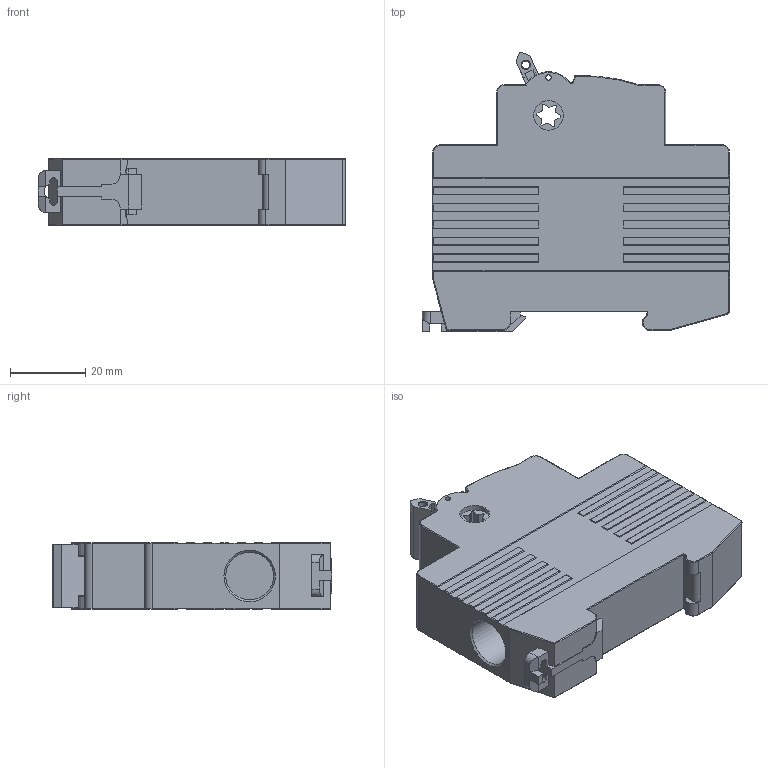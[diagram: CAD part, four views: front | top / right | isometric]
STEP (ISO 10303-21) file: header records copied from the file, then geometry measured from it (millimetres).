
FILE_DESCRIPTION (( 'STEP AP214' ), '1' );
FILE_NAME ('ﾂﾍ-32 1ﾐ.STEP', '2017-03-22T06:29:20', ( '' ), ( '' ), 'SwSTEP 2.0', 'SolidWorks 2014', '' );
FILE_SCHEMA (( 'AUTOMOTIVE_DESIGN' ));
Length unit declared in the file: millimetre
Products named in the file (1): ﾂﾍ-32 1ﾐ
Bounding box: 81.78 x 74.41 x 17.82 mm (x, y, z)
Volume: 72138.2 mm3; surface area: 17836.9 mm2
Topology: 1 solids, 2 shells, 416 faces, 1092 edges, 689 vertices
Faces by surface type: plane 271, cylinder 116, torus 18, cone 6, sphere 3, bspline 2
Full cylindrical faces by diameter (mm): 1.5 x2, 2.1 x1, 7.5 x2, 7.9 x2, 12.7 x2
Entity records: 16600 total; most frequent: CARTESIAN_POINT 2554, ORIENTED_EDGE 2138, DIRECTION 1970, EDGE_CURVE 1069, LINE 808, VECTOR 808, VERTEX_POINT 682, AXIS2_PLACEMENT_3D 581
